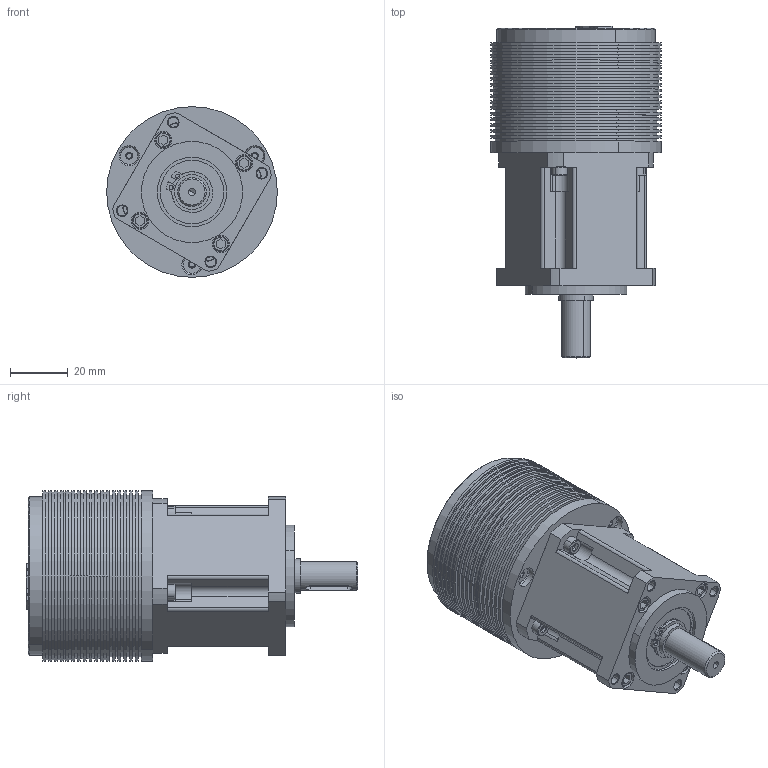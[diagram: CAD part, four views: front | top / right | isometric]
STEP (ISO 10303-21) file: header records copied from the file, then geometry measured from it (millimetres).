
FILE_DESCRIPTION (( 'STEP AP214' ), '1' );
FILE_NAME ('BA59PB42E_2ST.STEP', '2023-07-26T00:30:31', ( '821079794744' ), ( '' ), 'SwSTEP 2.0', 'SolidWorks 2018', '' );
FILE_SCHEMA (( 'AUTOMOTIVE_DESIGN' ));
Length unit declared in the file: millimetre
Products named in the file (1): BA59PB42E_2ST
Bounding box: 59 x 114.8 x 59 mm (x, y, z)
Volume: 186554 mm3; surface area: 33703.6 mm2
Topology: 2 solids, 21 shells, 829 faces, 1869 edges, 1172 vertices
Faces by surface type: plane 393, cylinder 286, cone 115, torus 24, bspline 11
Entity records: 32384 total; most frequent: CARTESIAN_POINT 4645, DIRECTION 4127, ORIENTED_EDGE 3718, EDGE_CURVE 1859, AXIS2_PLACEMENT_3D 1566, VERTEX_POINT 1172, LINE 995, VECTOR 995
